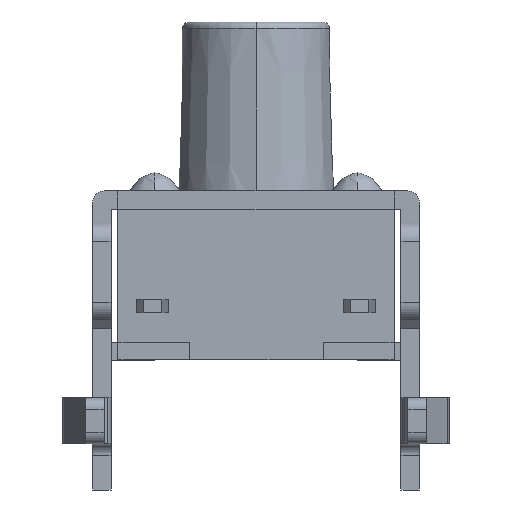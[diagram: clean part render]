
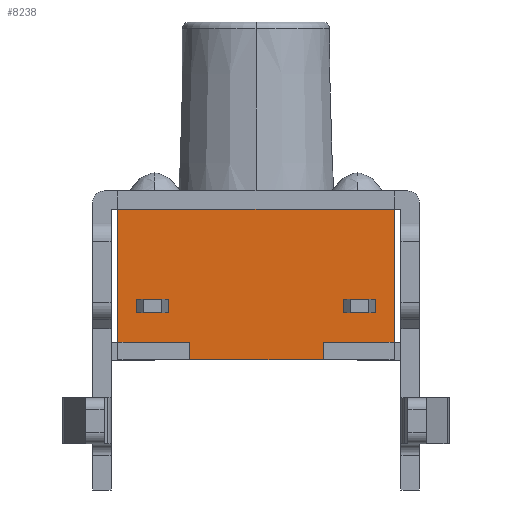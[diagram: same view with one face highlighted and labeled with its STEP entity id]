
A CAD part, left-side view. The second image highlights one B-rep face of the part: STEP entity #8238.
In plain terms, the highlighted planar face has unit normal (-1, 0, 0).
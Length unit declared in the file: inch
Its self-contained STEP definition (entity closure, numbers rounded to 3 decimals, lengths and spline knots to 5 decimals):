
#6 = DIRECTION ( 'NONE',  ( 0., 1., 0. ) ) ;
#156 = LINE ( 'NONE', #200, #3366 ) ;
#200 = CARTESIAN_POINT ( 'NONE',  ( -0.11811, 0.05669, -0.01496 ) ) ;
#277 = CARTESIAN_POINT ( 'NONE',  ( -0.11811, 0.05669, 0. ) ) ;
#283 = VERTEX_POINT ( 'NONE', #4758 ) ;
#300 = ORIENTED_EDGE ( 'NONE', *, *, #8200, .T. ) ;
#394 = CARTESIAN_POINT ( 'NONE',  ( -0.11811, -0.10236, 0.0252 ) ) ;
#448 = EDGE_CURVE ( 'NONE', #8430, #7535, #1539, .T. ) ;
#497 = EDGE_CURVE ( 'NONE', #3701, #912, #156, .T. ) ;
#528 = DIRECTION ( 'NONE',  ( 0., 0., 1. ) ) ;
#591 = VECTOR ( 'NONE', #6655, 39.37008 ) ;
#698 = DIRECTION ( 'NONE',  ( 0., 0., -1. ) ) ;
#731 = VERTEX_POINT ( 'NONE', #8797 ) ;
#788 = EDGE_CURVE ( 'NONE', #5519, #731, #3986, .T. ) ;
#824 = VERTEX_POINT ( 'NONE', #2409 ) ;
#912 = VERTEX_POINT ( 'NONE', #5706 ) ;
#947 = LINE ( 'NONE', #5788, #8018 ) ;
#1038 = FACE_OUTER_BOUND ( 'NONE', #3602, .T. ) ;
#1161 = VERTEX_POINT ( 'NONE', #1893 ) ;
#1249 = ORIENTED_EDGE ( 'NONE', *, *, #788, .T. ) ;
#1375 = LINE ( 'NONE', #8307, #7756 ) ;
#1409 = ORIENTED_EDGE ( 'NONE', *, *, #5066, .T. ) ;
#1470 = CARTESIAN_POINT ( 'NONE',  ( -0.11811, 0.11811, 0. ) ) ;
#1472 = VERTEX_POINT ( 'NONE', #5727 ) ;
#1507 = CARTESIAN_POINT ( 'NONE',  ( -0.11811, -0.0748, 0.0252 ) ) ;
#1508 = EDGE_CURVE ( 'NONE', #731, #8771, #2107, .T. ) ;
#1539 = LINE ( 'NONE', #6880, #7765 ) ;
#1578 = PLANE ( 'NONE',  #5578 ) ;
#1605 = DIRECTION ( 'NONE',  ( 0., 0., 1. ) ) ;
#1609 = EDGE_CURVE ( 'NONE', #1472, #283, #4686, .T. ) ;
#1893 = CARTESIAN_POINT ( 'NONE',  ( -0.11811, -0.11811, 0. ) ) ;
#1918 = LINE ( 'NONE', #5492, #591 ) ;
#1922 = CARTESIAN_POINT ( 'NONE',  ( -0.11811, 0.0748, 0.03701 ) ) ;
#1947 = CARTESIAN_POINT ( 'NONE',  ( -0.11811, 0.0748, 0.0252 ) ) ;
#1976 = EDGE_CURVE ( 'NONE', #6265, #8430, #1918, .T. ) ;
#2107 = LINE ( 'NONE', #7788, #4951 ) ;
#2163 = LINE ( 'NONE', #7666, #4002 ) ;
#2234 = CARTESIAN_POINT ( 'NONE',  ( -0.11811, 0.11811, 0. ) ) ;
#2350 = DIRECTION ( 'NONE',  ( 0., 1., 0. ) ) ;
#2409 = CARTESIAN_POINT ( 'NONE',  ( -0.11811, 0.0748, 0.03701 ) ) ;
#2454 = EDGE_CURVE ( 'NONE', #6962, #283, #4373, .T. ) ;
#2689 = VECTOR ( 'NONE', #3241, 39.37008 ) ;
#2762 = ORIENTED_EDGE ( 'NONE', *, *, #7082, .F. ) ;
#2812 = CARTESIAN_POINT ( 'NONE',  ( -0.11811, 0.10236, 0.03701 ) ) ;
#3033 = ORIENTED_EDGE ( 'NONE', *, *, #5483, .T. ) ;
#3074 = VECTOR ( 'NONE', #6, 39.37008 ) ;
#3183 = DIRECTION ( 'NONE',  ( 0., 0., -1. ) ) ;
#3241 = DIRECTION ( 'NONE',  ( 0., 0., 1. ) ) ;
#3346 = CARTESIAN_POINT ( 'NONE',  ( -0.11811, -0.0748, 0.03701 ) ) ;
#3366 = VECTOR ( 'NONE', #5695, 39.37008 ) ;
#3374 = VECTOR ( 'NONE', #6304, 39.37008 ) ;
#3572 = DIRECTION ( 'NONE',  ( 0., -1., 0. ) ) ;
#3594 = CARTESIAN_POINT ( 'NONE',  ( -0.11811, 0.10236, 0.03701 ) ) ;
#3602 = EDGE_LOOP ( 'NONE', ( #5346, #3896, #300, #7394, #5369, #2762, #5378, #8053 ) ) ;
#3701 = VERTEX_POINT ( 'NONE', #4278 ) ;
#3753 = VERTEX_POINT ( 'NONE', #1507 ) ;
#3836 = EDGE_CURVE ( 'NONE', #1161, #1472, #5854, .T. ) ;
#3896 = ORIENTED_EDGE ( 'NONE', *, *, #2454, .F. ) ;
#3899 = ORIENTED_EDGE ( 'NONE', *, *, #1976, .T. ) ;
#3986 = LINE ( 'NONE', #1947, #5747 ) ;
#3988 = ORIENTED_EDGE ( 'NONE', *, *, #448, .T. ) ;
#4002 = VECTOR ( 'NONE', #3572, 39.37008 ) ;
#4136 = DIRECTION ( 'NONE',  ( 0., 0., -1. ) ) ;
#4278 = CARTESIAN_POINT ( 'NONE',  ( -0.11811, 0.05669, -0.01496 ) ) ;
#4344 = DIRECTION ( 'NONE',  ( 0., 0., 1. ) ) ;
#4370 = LINE ( 'NONE', #3594, #3374 ) ;
#4373 = LINE ( 'NONE', #1470, #6684 ) ;
#4377 = CARTESIAN_POINT ( 'NONE',  ( -0.11811, -0.05748, 0. ) ) ;
#4462 = EDGE_CURVE ( 'NONE', #824, #5519, #7330, .T. ) ;
#4508 = LINE ( 'NONE', #6718, #2689 ) ;
#4639 = DIRECTION ( 'NONE',  ( 0., 0., -1. ) ) ;
#4663 = EDGE_CURVE ( 'NONE', #6981, #3701, #1375, .T. ) ;
#4686 = LINE ( 'NONE', #4816, #3074 ) ;
#4704 = DIRECTION ( 'NONE',  ( 0., 1., 0. ) ) ;
#4758 = CARTESIAN_POINT ( 'NONE',  ( -0.11811, 0.11811, 0.11378 ) ) ;
#4816 = CARTESIAN_POINT ( 'NONE',  ( -0.11811, -0.11811, 0.11378 ) ) ;
#4951 = VECTOR ( 'NONE', #1605, 39.37008 ) ;
#5066 = EDGE_CURVE ( 'NONE', #7535, #3753, #947, .T. ) ;
#5346 = ORIENTED_EDGE ( 'NONE', *, *, #1609, .T. ) ;
#5369 = ORIENTED_EDGE ( 'NONE', *, *, #497, .T. ) ;
#5378 = ORIENTED_EDGE ( 'NONE', *, *, #6803, .T. ) ;
#5382 = ORIENTED_EDGE ( 'NONE', *, *, #4462, .T. ) ;
#5483 = EDGE_CURVE ( 'NONE', #3753, #6265, #4508, .T. ) ;
#5492 = CARTESIAN_POINT ( 'NONE',  ( -0.11811, -0.0748, 0.03701 ) ) ;
#5508 = LINE ( 'NONE', #6978, #7984 ) ;
#5519 = VERTEX_POINT ( 'NONE', #8781 ) ;
#5524 = VECTOR ( 'NONE', #528, 39.37008 ) ;
#5578 = AXIS2_PLACEMENT_3D ( 'NONE', #6362, #5691, #4344 ) ;
#5691 = DIRECTION ( 'NONE',  ( -1., 0., 0. ) ) ;
#5695 = DIRECTION ( 'NONE',  ( 0., -1., 0. ) ) ;
#5706 = CARTESIAN_POINT ( 'NONE',  ( -0.11811, -0.05748, -0.01496 ) ) ;
#5727 = CARTESIAN_POINT ( 'NONE',  ( -0.11811, -0.11811, 0.11378 ) ) ;
#5747 = VECTOR ( 'NONE', #4704, 39.37008 ) ;
#5785 = EDGE_CURVE ( 'NONE', #8771, #824, #4370, .T. ) ;
#5788 = CARTESIAN_POINT ( 'NONE',  ( -0.11811, -0.10236, 0.0252 ) ) ;
#5841 = EDGE_LOOP ( 'NONE', ( #3899, #3988, #1409, #3033 ) ) ;
#5854 = LINE ( 'NONE', #7998, #5524 ) ;
#6265 = VERTEX_POINT ( 'NONE', #3346 ) ;
#6304 = DIRECTION ( 'NONE',  ( 0., -1., 0. ) ) ;
#6362 = CARTESIAN_POINT ( 'NONE',  ( -0.11811, -0.12992, -0.0214 ) ) ;
#6470 = ORIENTED_EDGE ( 'NONE', *, *, #5785, .T. ) ;
#6655 = DIRECTION ( 'NONE',  ( 0., -1., 0. ) ) ;
#6684 = VECTOR ( 'NONE', #8320, 39.37008 ) ;
#6718 = CARTESIAN_POINT ( 'NONE',  ( -0.11811, -0.0748, 0.0252 ) ) ;
#6803 = EDGE_CURVE ( 'NONE', #8609, #1161, #5508, .T. ) ;
#6880 = CARTESIAN_POINT ( 'NONE',  ( -0.11811, -0.10236, 0.03701 ) ) ;
#6906 = EDGE_LOOP ( 'NONE', ( #6470, #5382, #1249, #7130 ) ) ;
#6944 = CARTESIAN_POINT ( 'NONE',  ( -0.11811, -0.10236, 0.03701 ) ) ;
#6962 = VERTEX_POINT ( 'NONE', #2234 ) ;
#6978 = CARTESIAN_POINT ( 'NONE',  ( -0.11811, -0.05748, 0. ) ) ;
#6981 = VERTEX_POINT ( 'NONE', #277 ) ;
#7082 = EDGE_CURVE ( 'NONE', #8609, #912, #8004, .T. ) ;
#7130 = ORIENTED_EDGE ( 'NONE', *, *, #1508, .T. ) ;
#7151 = VECTOR ( 'NONE', #4639, 39.37008 ) ;
#7330 = LINE ( 'NONE', #1922, #8464 ) ;
#7394 = ORIENTED_EDGE ( 'NONE', *, *, #4663, .T. ) ;
#7535 = VERTEX_POINT ( 'NONE', #394 ) ;
#7666 = CARTESIAN_POINT ( 'NONE',  ( -0.11811, 0.11811, 0. ) ) ;
#7756 = VECTOR ( 'NONE', #4136, 39.37008 ) ;
#7765 = VECTOR ( 'NONE', #698, 39.37008 ) ;
#7788 = CARTESIAN_POINT ( 'NONE',  ( -0.11811, 0.10236, 0.0252 ) ) ;
#7803 = FACE_BOUND ( 'NONE', #5841, .T. ) ;
#7984 = VECTOR ( 'NONE', #8827, 39.37008 ) ;
#7998 = CARTESIAN_POINT ( 'NONE',  ( -0.11811, -0.11811, 0. ) ) ;
#8004 = LINE ( 'NONE', #8100, #7151 ) ;
#8018 = VECTOR ( 'NONE', #2350, 39.37008 ) ;
#8053 = ORIENTED_EDGE ( 'NONE', *, *, #3836, .T. ) ;
#8100 = CARTESIAN_POINT ( 'NONE',  ( -0.11811, -0.05748, 0. ) ) ;
#8200 = EDGE_CURVE ( 'NONE', #6962, #6981, #2163, .T. ) ;
#8238 = ADVANCED_FACE ( 'NONE', ( #1038, #8522, #7803 ), #1578, .T. ) ;
#8307 = CARTESIAN_POINT ( 'NONE',  ( -0.11811, 0.05669, 0. ) ) ;
#8320 = DIRECTION ( 'NONE',  ( 0., 0., 1. ) ) ;
#8430 = VERTEX_POINT ( 'NONE', #6944 ) ;
#8464 = VECTOR ( 'NONE', #3183, 39.37008 ) ;
#8522 = FACE_BOUND ( 'NONE', #6906, .T. ) ;
#8609 = VERTEX_POINT ( 'NONE', #4377 ) ;
#8771 = VERTEX_POINT ( 'NONE', #2812 ) ;
#8781 = CARTESIAN_POINT ( 'NONE',  ( -0.11811, 0.0748, 0.0252 ) ) ;
#8797 = CARTESIAN_POINT ( 'NONE',  ( -0.11811, 0.10236, 0.0252 ) ) ;
#8827 = DIRECTION ( 'NONE',  ( 0., -1., 0. ) ) ;
